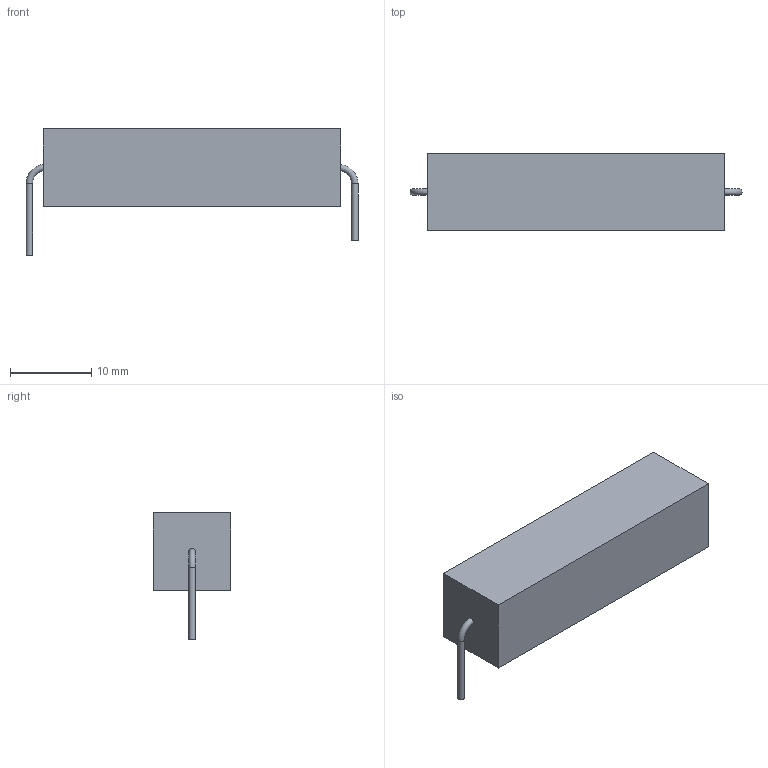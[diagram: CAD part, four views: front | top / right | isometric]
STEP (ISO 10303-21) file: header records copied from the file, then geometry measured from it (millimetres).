
FILE_DESCRIPTION(/* description */ (''),/* implementation_level */ '2;1');
FILE_NAME(/* name */ 'AXIAL-POWER-10W.stp',/* time_stamp */ '2021-05-31T09:25:40-03:00',/* author */ ('laguerre'),/* organization */ (''),/* preprocessor_version */ 'ST-DEVELOPER v17',/* originating_system */ 'Autodesk Inventor 2018',/* authorisation */ '');
FILE_SCHEMA (('AUTOMOTIVE_DESIGN { 1 0 10303 214 3 1 1 }'));
Length unit declared in the file: millimetre
Products named in the file (1): AXIAL-POWER-10W
Bounding box: 40.8 x 9.5 x 15.5 mm (x, y, z)
Volume: 3305 mm3; surface area: 1621.6 mm2
Topology: 1 solids, 1 shells, 12 faces, 26 edges, 18 vertices
Faces by surface type: plane 8, cylinder 2, torus 2
Full cylindrical faces by diameter (mm): 0.8 x2
Entity records: 446 total; most frequent: CARTESIAN_POINT 125, DIRECTION 56, ORIENTED_EDGE 52, EDGE_CURVE 26, AXIS2_PLACEMENT_3D 21, VERTEX_POINT 18, EDGE_LOOP 14, LINE 14
